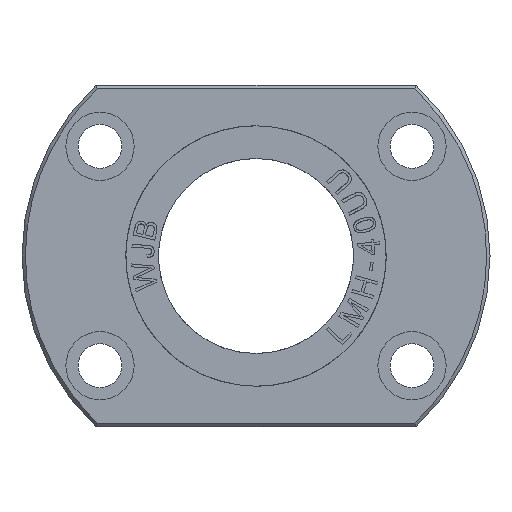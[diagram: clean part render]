
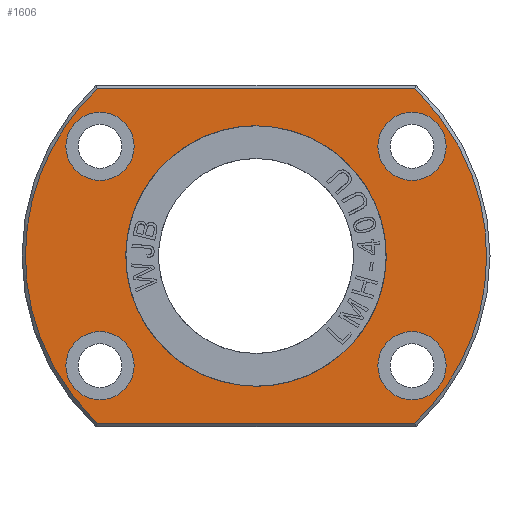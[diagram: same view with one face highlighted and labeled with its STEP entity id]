
A CAD part, left-side view. The second image highlights one B-rep face of the part: STEP entity #1606.
In plain terms, the highlighted planar face has unit normal (-1, 0, 0).
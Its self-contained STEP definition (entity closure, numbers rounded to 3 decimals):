
#193=PLANE('',#6596);
#1505=FACE_BOUND('',#2329,.T.);
#1506=FACE_BOUND('',#2330,.T.);
#1507=FACE_BOUND('',#2331,.T.);
#1508=FACE_BOUND('',#2332,.T.);
#1509=FACE_BOUND('',#2333,.T.);
#1510=FACE_BOUND('',#2334,.T.);
#1606=ADVANCED_FACE('',(#1505,#1506,#1507,#1508,#1509,#1510),#193,.T.);
#2329=EDGE_LOOP('',(#3396,#3397));
#2330=EDGE_LOOP('',(#3398,#3399));
#2331=EDGE_LOOP('',(#3400,#3401));
#2332=EDGE_LOOP('',(#3402,#3403));
#2333=EDGE_LOOP('',(#3404,#3405));
#2334=EDGE_LOOP('',(#3406,#3407,#3408,#3409));
#2714=B_SPLINE_CURVE_WITH_KNOTS('',3,(#8255,#8256,#8257,#8258,#8259,#8260,
#8261,#8262,#8263,#8264),.UNSPECIFIED.,.F.,.F.,(4,2,2,2,4),(0.,0.25,0.5,
0.75,1.),.UNSPECIFIED.);
#2789=B_SPLINE_CURVE_WITH_KNOTS('',3,(#9683,#9684,#9685,#9686,#9687,#9688,
#9689,#9690,#9691,#9692),.UNSPECIFIED.,.F.,.F.,(4,2,2,2,4),(0.,0.25,0.5,
0.75,1.),.UNSPECIFIED.);
#2790=B_SPLINE_CURVE_WITH_KNOTS('',3,(#9695,#9696,#9697,#9698,#9699,#9700,
#9701,#9702,#9703,#9704),.UNSPECIFIED.,.F.,.F.,(4,2,2,2,4),(0.,0.25,0.5,
0.75,1.),.UNSPECIFIED.);
#2793=B_SPLINE_CURVE_WITH_KNOTS('',3,(#9745,#9746,#9747,#9748,#9749,#9750,
#9751,#9752,#9753,#9754),.UNSPECIFIED.,.F.,.F.,(4,2,2,2,4),(0.,0.25,0.5,
0.75,1.),.UNSPECIFIED.);
#2794=B_SPLINE_CURVE_WITH_KNOTS('',3,(#9757,#9758,#9759,#9760),.UNSPECIFIED.,
 .F.,.F.,(4,4),(0.,1.),.UNSPECIFIED.);
#2795=B_SPLINE_CURVE_WITH_KNOTS('',3,(#9761,#9762,#9763,#9764),.UNSPECIFIED.,
 .F.,.F.,(4,4),(0.,1.),.UNSPECIFIED.);
#3396=ORIENTED_EDGE('',*,*,#5816,.F.);
#3397=ORIENTED_EDGE('',*,*,#5817,.F.);
#3398=ORIENTED_EDGE('',*,*,#5818,.F.);
#3399=ORIENTED_EDGE('',*,*,#5819,.F.);
#3400=ORIENTED_EDGE('',*,*,#5820,.F.);
#3401=ORIENTED_EDGE('',*,*,#5821,.F.);
#3402=ORIENTED_EDGE('',*,*,#5822,.F.);
#3403=ORIENTED_EDGE('',*,*,#5823,.F.);
#3404=ORIENTED_EDGE('',*,*,#5813,.T.);
#3405=ORIENTED_EDGE('',*,*,#5812,.T.);
#3406=ORIENTED_EDGE('',*,*,#5824,.F.);
#3407=ORIENTED_EDGE('',*,*,#5825,.F.);
#3408=ORIENTED_EDGE('',*,*,#5551,.F.);
#3409=ORIENTED_EDGE('',*,*,#5826,.F.);
#4933=VERTEX_POINT('',#8254);
#4934=VERTEX_POINT('',#8265);
#5192=VERTEX_POINT('',#9693);
#5193=VERTEX_POINT('',#9694);
#5196=VERTEX_POINT('',#9730);
#5197=VERTEX_POINT('',#9731);
#5198=VERTEX_POINT('',#9734);
#5199=VERTEX_POINT('',#9735);
#5200=VERTEX_POINT('',#9738);
#5201=VERTEX_POINT('',#9739);
#5202=VERTEX_POINT('',#9742);
#5203=VERTEX_POINT('',#9743);
#5204=VERTEX_POINT('',#9755);
#5205=VERTEX_POINT('',#9756);
#5551=EDGE_CURVE('',#4933,#4934,#2714,.T.);
#5812=EDGE_CURVE('',#5192,#5193,#2789,.T.);
#5813=EDGE_CURVE('',#5193,#5192,#2790,.T.);
#5816=EDGE_CURVE('',#5196,#5197,#6482,.T.);
#5817=EDGE_CURVE('',#5197,#5196,#6483,.T.);
#5818=EDGE_CURVE('',#5198,#5199,#6484,.T.);
#5819=EDGE_CURVE('',#5199,#5198,#6485,.T.);
#5820=EDGE_CURVE('',#5200,#5201,#6486,.T.);
#5821=EDGE_CURVE('',#5201,#5200,#6487,.T.);
#5822=EDGE_CURVE('',#5202,#5203,#6488,.T.);
#5823=EDGE_CURVE('',#5203,#5202,#6489,.T.);
#5824=EDGE_CURVE('',#5204,#5205,#2793,.T.);
#5825=EDGE_CURVE('',#4934,#5204,#2794,.T.);
#5826=EDGE_CURVE('',#5205,#4933,#2795,.T.);
#6482=CIRCLE('',#6588,7.);
#6483=CIRCLE('',#6589,7.);
#6484=CIRCLE('',#6590,7.);
#6485=CIRCLE('',#6591,7.);
#6486=CIRCLE('',#6592,7.);
#6487=CIRCLE('',#6593,7.);
#6488=CIRCLE('',#6594,7.);
#6489=CIRCLE('',#6595,7.);
#6588=AXIS2_PLACEMENT_3D('',#9729,#7168,#7169);
#6589=AXIS2_PLACEMENT_3D('',#9732,#7170,#7171);
#6590=AXIS2_PLACEMENT_3D('',#9733,#7172,#7173);
#6591=AXIS2_PLACEMENT_3D('',#9736,#7174,#7175);
#6592=AXIS2_PLACEMENT_3D('',#9737,#7176,#7177);
#6593=AXIS2_PLACEMENT_3D('',#9740,#7178,#7179);
#6594=AXIS2_PLACEMENT_3D('',#9741,#7180,#7181);
#6595=AXIS2_PLACEMENT_3D('',#9744,#7182,#7183);
#6596=AXIS2_PLACEMENT_3D('',#9765,#7184,#7185);
#7168=DIRECTION('',(-1.,0.,0.));
#7169=DIRECTION('',(0.,0.,1.));
#7170=DIRECTION('',(-1.,0.,0.));
#7171=DIRECTION('',(0.,0.,1.));
#7172=DIRECTION('',(-1.,0.,0.));
#7173=DIRECTION('',(0.,0.,1.));
#7174=DIRECTION('',(-1.,0.,0.));
#7175=DIRECTION('',(0.,0.,1.));
#7176=DIRECTION('',(-1.,0.,0.));
#7177=DIRECTION('',(0.,0.,1.));
#7178=DIRECTION('',(-1.,0.,0.));
#7179=DIRECTION('',(0.,0.,1.));
#7180=DIRECTION('',(-1.,0.,0.));
#7181=DIRECTION('',(0.,0.,1.));
#7182=DIRECTION('',(-1.,0.,0.));
#7183=DIRECTION('',(0.,0.,1.));
#7184=DIRECTION('',(-1.,0.,0.));
#7185=DIRECTION('',(0.,0.,1.));
#8254=CARTESIAN_POINT('',(0.,32.57,-34.3));
#8255=CARTESIAN_POINT('',(0.,32.57,-34.3));
#8256=CARTESIAN_POINT('',(0.,37.208,-29.896));
#8257=CARTESIAN_POINT('',(0.,40.938,-24.541));
#8258=CARTESIAN_POINT('',(0.,45.985,-12.788));
#8259=CARTESIAN_POINT('',(0.,47.3,-6.395));
#8260=CARTESIAN_POINT('',(0.,47.3,6.395));
#8261=CARTESIAN_POINT('',(0.,45.985,12.788));
#8262=CARTESIAN_POINT('',(0.,40.938,24.541));
#8263=CARTESIAN_POINT('',(0.,37.208,29.896));
#8264=CARTESIAN_POINT('',(0.,32.57,34.3));
#8265=CARTESIAN_POINT('',(0.,32.57,34.3));
#9683=CARTESIAN_POINT('',(0.,0.,26.7));
#9684=CARTESIAN_POINT('',(0.,-7.013,26.7));
#9685=CARTESIAN_POINT('',(0.,-13.922,23.837));
#9686=CARTESIAN_POINT('',(0.,-23.837,13.922));
#9687=CARTESIAN_POINT('',(0.,-26.7,7.011));
#9688=CARTESIAN_POINT('',(0.,-26.7,-7.011));
#9689=CARTESIAN_POINT('',(0.,-23.837,-13.922));
#9690=CARTESIAN_POINT('',(0.,-13.922,-23.837));
#9691=CARTESIAN_POINT('',(0.,-7.015,-26.7));
#9692=CARTESIAN_POINT('',(0.,0.,-26.7));
#9693=CARTESIAN_POINT('',(0.,0.,26.7));
#9694=CARTESIAN_POINT('',(0.,0.,-26.7));
#9695=CARTESIAN_POINT('',(0.,0.,-26.7));
#9696=CARTESIAN_POINT('',(0.,7.013,-26.7));
#9697=CARTESIAN_POINT('',(0.,13.922,-23.837));
#9698=CARTESIAN_POINT('',(0.,23.837,-13.922));
#9699=CARTESIAN_POINT('',(0.,26.7,-7.011));
#9700=CARTESIAN_POINT('',(0.,26.7,7.011));
#9701=CARTESIAN_POINT('',(0.,23.837,13.922));
#9702=CARTESIAN_POINT('',(0.,13.922,23.837));
#9703=CARTESIAN_POINT('',(0.,7.015,26.7));
#9704=CARTESIAN_POINT('',(0.,0.,26.7));
#9729=CARTESIAN_POINT('',(0.,-32.,22.5));
#9730=CARTESIAN_POINT('',(0.,-32.,29.5));
#9731=CARTESIAN_POINT('',(0.,-32.,15.5));
#9732=CARTESIAN_POINT('',(0.,-32.,22.5));
#9733=CARTESIAN_POINT('',(0.,32.,22.5));
#9734=CARTESIAN_POINT('',(0.,32.,29.5));
#9735=CARTESIAN_POINT('',(0.,32.,15.5));
#9736=CARTESIAN_POINT('',(0.,32.,22.5));
#9737=CARTESIAN_POINT('',(0.,-32.,-22.5));
#9738=CARTESIAN_POINT('',(0.,-32.,-15.5));
#9739=CARTESIAN_POINT('',(0.,-32.,-29.5));
#9740=CARTESIAN_POINT('',(0.,-32.,-22.5));
#9741=CARTESIAN_POINT('',(0.,32.,-22.5));
#9742=CARTESIAN_POINT('',(0.,32.,-15.5));
#9743=CARTESIAN_POINT('',(0.,32.,-29.5));
#9744=CARTESIAN_POINT('',(0.,32.,-22.5));
#9745=CARTESIAN_POINT('',(0.,-32.57,34.3));
#9746=CARTESIAN_POINT('',(0.,-37.208,29.896));
#9747=CARTESIAN_POINT('',(0.,-40.938,24.541));
#9748=CARTESIAN_POINT('',(0.,-45.985,12.788));
#9749=CARTESIAN_POINT('',(0.,-47.3,6.395));
#9750=CARTESIAN_POINT('',(0.,-47.3,-6.395));
#9751=CARTESIAN_POINT('',(0.,-45.985,-12.788));
#9752=CARTESIAN_POINT('',(0.,-40.938,-24.541));
#9753=CARTESIAN_POINT('',(0.,-37.208,-29.896));
#9754=CARTESIAN_POINT('',(0.,-32.57,-34.3));
#9755=CARTESIAN_POINT('',(0.,-32.57,34.3));
#9756=CARTESIAN_POINT('',(0.,-32.57,-34.3));
#9757=CARTESIAN_POINT('',(0.,32.57,34.3));
#9758=CARTESIAN_POINT('',(0.,10.857,34.3));
#9759=CARTESIAN_POINT('',(0.,-10.857,34.3));
#9760=CARTESIAN_POINT('',(0.,-32.57,34.3));
#9761=CARTESIAN_POINT('',(0.,-32.57,-34.3));
#9762=CARTESIAN_POINT('',(0.,-10.857,-34.3));
#9763=CARTESIAN_POINT('',(0.,10.857,-34.3));
#9764=CARTESIAN_POINT('',(0.,32.57,-34.3));
#9765=CARTESIAN_POINT('',(0.,-48.246,-47.3));
